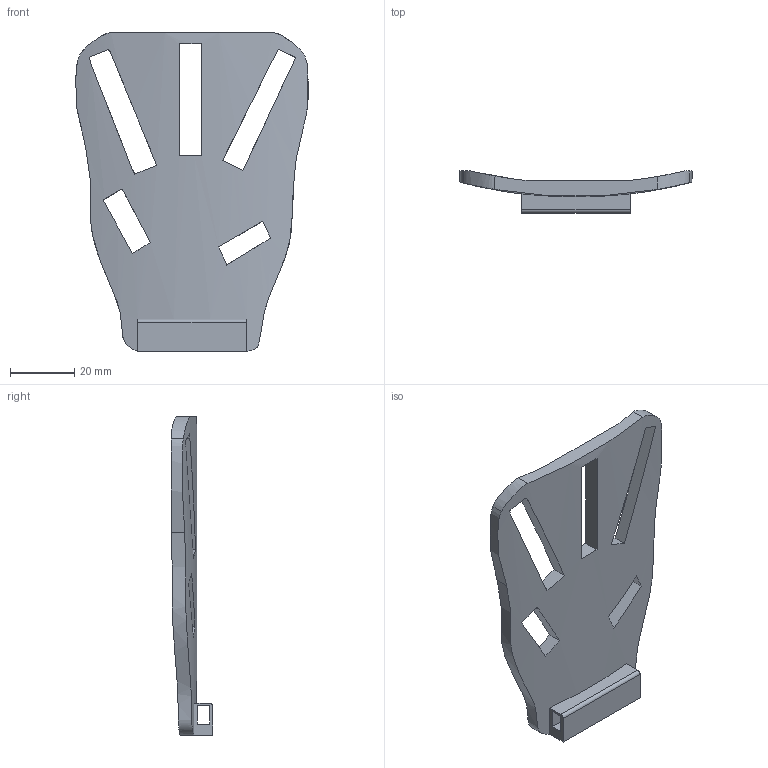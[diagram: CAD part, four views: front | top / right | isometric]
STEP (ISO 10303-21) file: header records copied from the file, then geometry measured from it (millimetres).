
FILE_DESCRIPTION(/* description */ (''),/* implementation_level */ '2;1');
FILE_NAME(/* name */ '411939d2-000c-4a9e-ba6c-dc9383c16a2f.stp',/* time_stamp */ '2022-03-10T07:45:14+00:00',/* author */ (''),/* organization */ (''),/* preprocessor_version */ 'ST-DEVELOPER v18.1',/* originating_system */ 'Autodesk Translation Framework v10.14.0.1471',/* authorisation */ '');
FILE_SCHEMA (('AUTOMOTIVE_DESIGN { 1 0 10303 214 3 1 1 }'));
Length unit declared in the file: millimetre
Products named in the file (1): Back_Hand_Left_Hand_Desk
Bounding box: 72.62 x 13 x 99.47 mm (x, y, z)
Volume: 23356.8 mm3; surface area: 14056.8 mm2
Topology: 1 solids, 1 shells, 44 faces, 136 edges, 90 vertices
Faces by surface type: plane 29, bspline 11, cylinder 4
Entity records: 2608 total; most frequent: CARTESIAN_POINT 1397, ORIENTED_EDGE 272, DIRECTION 209, EDGE_CURVE 136, VERTEX_POINT 90, LINE 77, VECTOR 77, AXIS2_PLACEMENT_3D 66
